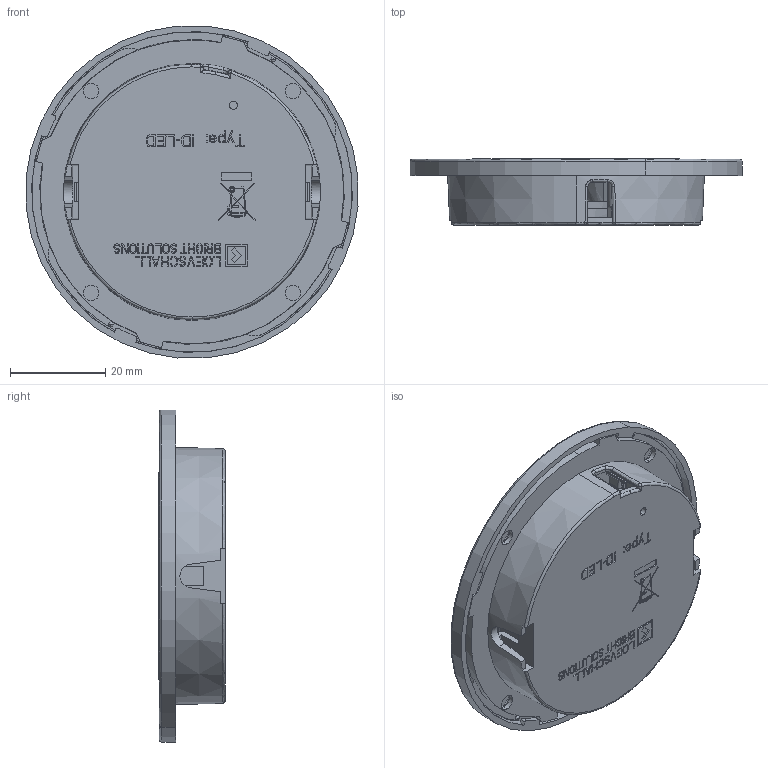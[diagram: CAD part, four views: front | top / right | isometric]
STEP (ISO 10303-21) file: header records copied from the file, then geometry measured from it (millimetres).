
FILE_DESCRIPTION (( 'STEP AP214' ), '1' );
FILE_NAME ('IDLED12vdc_3d.STEP', '2024-02-05T10:15:12', ( '' ), ( '' ), 'SwSTEP 2.0', 'SolidWorks 2023', '' );
FILE_SCHEMA (( 'AUTOMOTIVE_DESIGN' ));
Length unit declared in the file: millimetre
Products named in the file (4): 328 201 Cover_Steel; IDLED12vdc_3d; 328 220 House 12V; 328 211 Lens
Assembly tree (3 placements, depth 2):
  IDLED12vdc_3d
    328 211 Lens
    328 201 Cover_Steel
    328 220 House 12V
Bounding box: 69.75 x 13.9 x 69.75 mm (x, y, z)
Volume: 19751.5 mm3; surface area: 25441.2 mm2
Topology: 3 solids, 3 shells, 1877 faces, 5164 edges, 3426 vertices
Faces by surface type: plane 1436, bspline 190, cylinder 151, cone 96, torus 4
Entity records: 70067 total; most frequent: CARTESIAN_POINT 23256, ORIENTED_EDGE 10322, DIRECTION 8567, EDGE_CURVE 5161, VECTOR 4019, LINE 4019, VERTEX_POINT 3426, AXIS2_PLACEMENT_3D 2274
